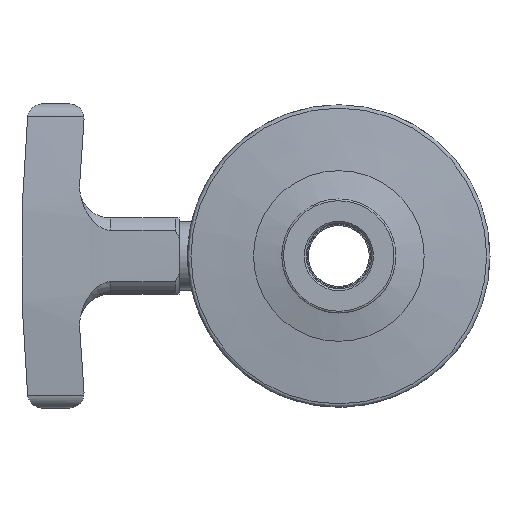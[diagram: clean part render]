
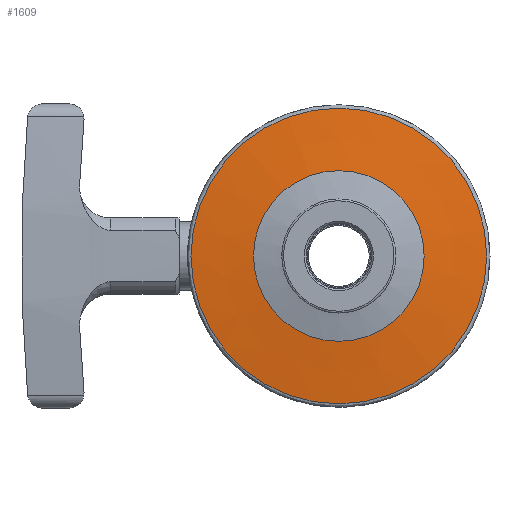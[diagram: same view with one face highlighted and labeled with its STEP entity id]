
A CAD part, front view. The second image highlights one B-rep face of the part: STEP entity #1609.
In plain terms, the highlighted conical face has half-angle 83.41 degrees and reference radius 38.865 mm.
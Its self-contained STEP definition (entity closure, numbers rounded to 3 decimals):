
#79 = DIRECTION ( 'NONE',  ( 0., 0., 1. ) ) ;
#138 = CIRCLE ( 'NONE', #3798, 22.438 ) ;
#281 = FACE_BOUND ( 'NONE', #5013, .T. ) ;
#295 = ORIENTED_EDGE ( 'NONE', *, *, #5073, .F. ) ;
#916 = CARTESIAN_POINT ( 'NONE',  ( 2.262, -11.315, 79.5 ) ) ;
#1147 = VERTEX_POINT ( 'NONE', #3742 ) ;
#1281 = AXIS2_PLACEMENT_3D ( 'NONE', #3631, #1560, #3609 ) ;
#1338 = DIRECTION ( 'NONE',  ( 0., 0., 1. ) ) ;
#1560 = DIRECTION ( 'NONE',  ( 0., 1., 0. ) ) ;
#1609 = ADVANCED_FACE ( 'NONE', ( #4452, #281 ), #5026, .F. ) ;
#1881 = EDGE_CURVE ( 'NONE', #1147, #1147, #2423, .T. ) ;
#2003 = CARTESIAN_POINT ( 'NONE',  ( 2.262, -13.213, 101.938 ) ) ;
#2059 = CARTESIAN_POINT ( 'NONE',  ( 2.262, -13.213, 79.5 ) ) ;
#2423 = CIRCLE ( 'NONE', #1281, 38.865 ) ;
#2599 = EDGE_LOOP ( 'NONE', ( #3492 ) ) ;
#3278 = DIRECTION ( 'NONE',  ( 0., 1., 0. ) ) ;
#3492 = ORIENTED_EDGE ( 'NONE', *, *, #1881, .T. ) ;
#3609 = DIRECTION ( 'NONE',  ( 0., 0., -1. ) ) ;
#3631 = CARTESIAN_POINT ( 'NONE',  ( 2.262, -11.315, 79.5 ) ) ;
#3742 = CARTESIAN_POINT ( 'NONE',  ( 2.262, -11.315, 40.635 ) ) ;
#3753 = DIRECTION ( 'NONE',  ( 0., 1., 0. ) ) ;
#3798 = AXIS2_PLACEMENT_3D ( 'NONE', #2059, #3278, #79 ) ;
#4189 = AXIS2_PLACEMENT_3D ( 'NONE', #916, #3753, #1338 ) ;
#4452 = FACE_OUTER_BOUND ( 'NONE', #2599, .T. ) ;
#5013 = EDGE_LOOP ( 'NONE', ( #295 ) ) ;
#5026 = CONICAL_SURFACE ( 'NONE', #4189, 38.865, 1.456 ) ;
#5037 = VERTEX_POINT ( 'NONE', #2003 ) ;
#5073 = EDGE_CURVE ( 'NONE', #5037, #5037, #138, .T. ) ;
